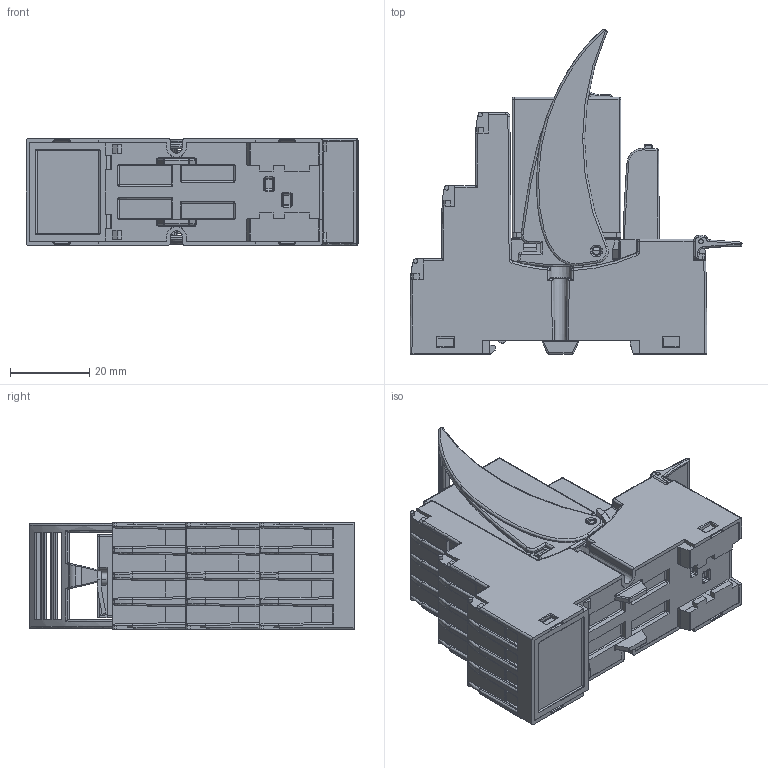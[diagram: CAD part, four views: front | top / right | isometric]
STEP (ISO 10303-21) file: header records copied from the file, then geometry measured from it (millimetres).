
FILE_DESCRIPTION (( 'STEP AP214' ), '1' );
FILE_NAME ('PIR4.STEP', '2015-01-28T10:24:35', ( '' ), ( '' ), 'SwSTEP 2.0', 'SolidWorks 2012', '' );
FILE_SCHEMA (( 'AUTOMOTIVE_DESIGN' ));
Length unit declared in the file: millimetre
Products named in the file (6): Modu³; R2N; GZT4-0040 - Obejma wyrzutnikowa; GZT4-0035 - P³ytka opisowa zacisków; GZM4 Podstawa; PIR4
Assembly tree (5 placements, depth 2):
  PIR4
    GZM4 Podstawa
    GZT4-0035 - P³ytka opisowa zacisków
    GZT4-0040 - Obejma wyrzutnikowa
    R2N
    Modu³
Bounding box: 83.87 x 81.87 x 27 mm (x, y, z)
Volume: 81730.5 mm3; surface area: 33619.6 mm2
Topology: 6 solids, 26 shells, 2603 faces, 6785 edges, 4239 vertices
Faces by surface type: plane 1436, cylinder 586, bspline 330, torus 142, sphere 56, cone 53
Entity records: 88532 total; most frequent: CARTESIAN_POINT 27613, ORIENTED_EDGE 13448, DIRECTION 11538, EDGE_CURVE 6724, VERTEX_POINT 4237, LINE 4142, VECTOR 4142, AXIS2_PLACEMENT_3D 3698
